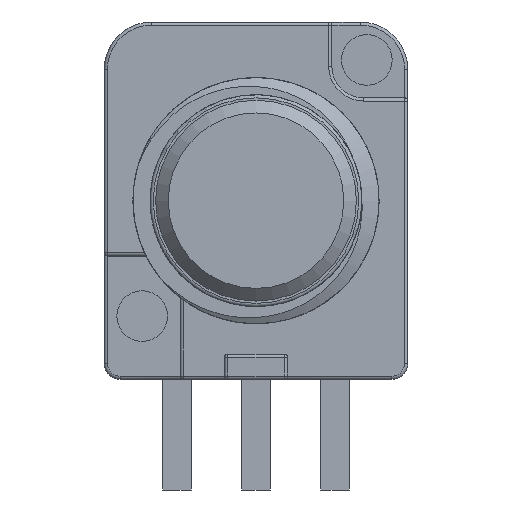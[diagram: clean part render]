
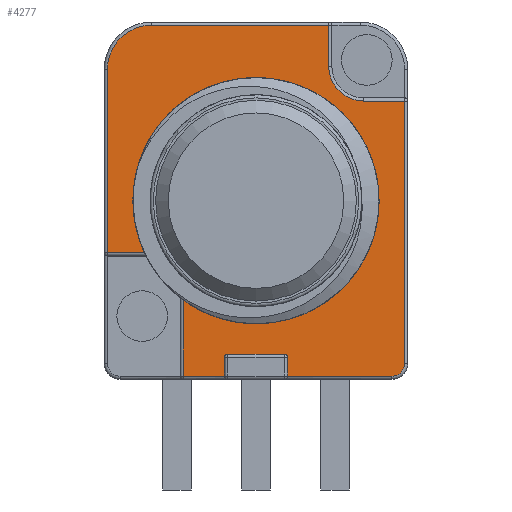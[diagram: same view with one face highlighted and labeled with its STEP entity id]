
A CAD part, front view. The second image highlights one B-rep face of the part: STEP entity #4277.
In plain terms, the highlighted planar face has unit normal (0, -1, 0).
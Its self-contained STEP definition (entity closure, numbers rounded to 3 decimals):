
#2279=CARTESIAN_POINT('',(1.282,-5.0,2.555));
#2280=VERTEX_POINT('',#2279);
#2405=CARTESIAN_POINT('',(1.138,-5.0,9.371));
#2406=VERTEX_POINT('',#2405);
#2407=CARTESIAN_POINT('',(1.138,-5.0,9.371));
#2408=CARTESIAN_POINT('',(1.544,-5.0,9.221));
#2409=CARTESIAN_POINT('',(1.929,-5.0,8.999));
#2410=CARTESIAN_POINT('',(2.595,-5.0,8.447));
#2411=CARTESIAN_POINT('',(2.886,-5.0,8.109));
#2412=CARTESIAN_POINT('',(3.319,-5.0,7.373));
#2413=CARTESIAN_POINT('',(3.472,-5.0,6.966));
#2414=CARTESIAN_POINT('',(3.628,-5.0,6.146));
#2415=CARTESIAN_POINT('',(3.637,-5.0,5.721));
#2416=CARTESIAN_POINT('',(3.511,-5.0,4.91));
#2417=CARTESIAN_POINT('',(3.375,-5.0,4.512));
#2418=CARTESIAN_POINT('',(2.988,-5.0,3.809));
#2419=CARTESIAN_POINT('',(2.736,-5.0,3.493));
#2420=CARTESIAN_POINT('',(2.148,-5.0,2.968));
#2421=CARTESIAN_POINT('',(1.802,-5.0,2.755));
#2422=CARTESIAN_POINT('',(1.384,-5.0,2.591));
#2423=CARTESIAN_POINT('',(1.333,-5.0,2.572));
#2424=CARTESIAN_POINT('',(1.282,-5.0,2.555));
#2425=B_SPLINE_CURVE_WITH_KNOTS('',3,(#2407,#2408,#2409,#2410,#2411,#2412,#2413,#2414,#2415,#2416,
    #2417,#2418,#2419,#2420,#2421,#2422,#2423,#2424),.UNSPECIFIED.,.F.,.U.,
 (4,2,2,2,2,2,2,2,4),(0.0,0.147,0.293,0.436,0.576,0.715,0.848,0.982,1.0),.UNSPECIFIED.);
#2426=EDGE_CURVE('n� 3369',#2406,#2280,#2425,.T.);
#2823=CARTESIAN_POINT('',(-2.458,-5.0,8.666));
#2824=VERTEX_POINT('',#2823);
#2949=CARTESIAN_POINT('',(-3.175,-5.0,3.977));
#2950=VERTEX_POINT('',#2949);
#2951=CARTESIAN_POINT('',(-3.175,-5.0,3.977));
#2952=CARTESIAN_POINT('',(-3.329,-5.0,4.229));
#2953=CARTESIAN_POINT('',(-3.453,-5.0,4.504));
#2954=CARTESIAN_POINT('',(-3.66,-5.0,5.171));
#2955=CARTESIAN_POINT('',(-3.713,-5.0,5.582));
#2956=CARTESIAN_POINT('',(-3.687,-5.0,6.393));
#2957=CARTESIAN_POINT('',(-3.606,-5.0,6.804));
#2958=CARTESIAN_POINT('',(-3.315,-5.0,7.582));
#2959=CARTESIAN_POINT('',(-3.097,-5.0,7.958));
#2960=CARTESIAN_POINT('',(-2.712,-5.0,8.419));
#2961=CARTESIAN_POINT('',(-2.589,-5.0,8.547));
#2962=CARTESIAN_POINT('',(-2.458,-5.0,8.666));
#2963=B_SPLINE_CURVE_WITH_KNOTS('',3,(#2951,#2952,#2953,#2954,#2955,#2956,#2957,#2958,#2959,#2960,
    #2961,#2962),.UNSPECIFIED.,.F.,.U.,
 (4,2,2,2,2,4),(0.0,0.173,0.41,0.649,0.896,1.0),.UNSPECIFIED.);
#2964=EDGE_CURVE('n� 3360',#2950,#2824,#2963,.T.);
#3010=CARTESIAN_POINT('',(-2.305,-5.0,3.005));
#3011=VERTEX_POINT('',#3010);
#3023=CARTESIAN_POINT('',(-0.0,-5.0,2.3));
#3024=VERTEX_POINT('',#3023);
#3025=CARTESIAN_POINT('',(-0.0,-5.0,2.3));
#3026=CARTESIAN_POINT('',(-0.383,-5.0,2.276));
#3027=CARTESIAN_POINT('',(-0.776,-5.0,2.318));
#3028=CARTESIAN_POINT('',(-1.515,-5.0,2.527));
#3029=CARTESIAN_POINT('',(-1.871,-5.0,2.696));
#3030=CARTESIAN_POINT('',(-2.226,-5.0,2.945));
#3031=CARTESIAN_POINT('',(-2.266,-5.0,2.975));
#3032=CARTESIAN_POINT('',(-2.305,-5.0,3.005));
#3033=B_SPLINE_CURVE_WITH_KNOTS('',3,(#3025,#3026,#3027,#3028,#3029,#3030,#3031,#3032),.UNSPECIFIED.,.F.,.U.,
 (4,2,2,4),(0.0,0.47,0.94,1.0),.UNSPECIFIED.);
#3034=EDGE_CURVE('n� 3355',#3024,#3011,#3033,.T.);
#3546=CARTESIAN_POINT('',(-2.458,-5.0,8.666));
#3547=CARTESIAN_POINT('',(-2.394,-5.0,8.719));
#3548=CARTESIAN_POINT('',(-2.327,-5.0,8.77));
#3549=CARTESIAN_POINT('',(-1.986,-5.0,9.013));
#3550=CARTESIAN_POINT('',(-1.684,-5.0,9.174));
#3551=CARTESIAN_POINT('',(-0.962,-5.0,9.446));
#3552=CARTESIAN_POINT('',(-0.522,-5.0,9.531));
#3553=CARTESIAN_POINT('',(0.326,-5.0,9.549));
#3554=CARTESIAN_POINT('',(0.744,-5.0,9.492));
#3555=CARTESIAN_POINT('',(1.138,-5.0,9.371));
#3556=B_SPLINE_CURVE_WITH_KNOTS('',3,(#3546,#3547,#3548,#3549,#3550,#3551,#3552,#3553,#3554,#3555),.UNSPECIFIED.,.F.,.U.,
 (4,2,2,2,4),(0.0,0.066,0.331,0.675,1.0),.UNSPECIFIED.);
#3557=EDGE_CURVE('n� 3346',#2824,#2406,#3556,.T.);
#4102=CARTESIAN_POINT('',(0.0,-5.0,5.65));
#4103=DIRECTION('',(0.0,-1.0,-0.0));
#4104=DIRECTION('',(1.0,0.0,0.0));
#4105=AXIS2_PLACEMENT_3D('',#4102,#4103,#4104);
#4106=CIRCLE('',#4105,3.35);
#4107=EDGE_CURVE('n� 3256',#3024,#2280,#4106,.T.);
#4108=ORIENTED_EDGE('',*,*,#4107,.F.);
#4109=ORIENTED_EDGE('',*,*,#3034,.T.);
#4110=CARTESIAN_POINT('',(-2.3,-5.0,2.9));
#4111=VERTEX_POINT('',#4110);
#4112=CARTESIAN_POINT('',(-3.4,-5.0,2.9));
#4113=DIRECTION('',(-0.0,1.0,0.0));
#4114=DIRECTION('',(1.0,0.0,0.0));
#4115=AXIS2_PLACEMENT_3D('',#4112,#4113,#4114);
#4116=CIRCLE('',#4115,1.1);
#4117=EDGE_CURVE('n� 3221',#3011,#4111,#4116,.T.);
#4118=ORIENTED_EDGE('',*,*,#4117,.T.);
#4119=CARTESIAN_POINT('',(-2.3,-5.0,0.1));
#4120=VERTEX_POINT('',#4119);
#4121=CARTESIAN_POINT('',(-2.3,-5.0,-0.0));
#4122=DIRECTION('',(0.0,0.0,-1.0));
#4123=VECTOR('',#4122,1.0);
#4124=LINE('',#4121,#4123);
#4125=EDGE_CURVE('n� 1718',#4111,#4120,#4124,.T.);
#4126=ORIENTED_EDGE('',*,*,#4125,.T.);
#4127=CARTESIAN_POINT('',(-1.0,-5.0,0.1));
#4128=VERTEX_POINT('',#4127);
#4129=CARTESIAN_POINT('',(-1.0,-5.0,0.1));
#4130=DIRECTION('',(1.0,0.0,0.0));
#4131=VECTOR('',#4130,1.0);
#4132=LINE('',#4129,#4131);
#4133=EDGE_CURVE('n� 1714',#4120,#4128,#4132,.T.);
#4134=ORIENTED_EDGE('',*,*,#4133,.T.);
#4135=CARTESIAN_POINT('',(-1.0,-5.0,0.7));
#4136=VERTEX_POINT('',#4135);
#4137=CARTESIAN_POINT('',(-1.0,-5.0,-0.0));
#4138=DIRECTION('',(0.0,0.0,-1.0));
#4139=VECTOR('',#4138,1.0);
#4140=LINE('',#4137,#4139);
#4141=EDGE_CURVE('n� 1653',#4136,#4128,#4140,.T.);
#4142=ORIENTED_EDGE('',*,*,#4141,.F.);
#4143=CARTESIAN_POINT('',(-0.9,-5.0,0.8));
#4144=VERTEX_POINT('',#4143);
#4145=CARTESIAN_POINT('',(-0.9,-5.0,0.7));
#4146=DIRECTION('',(-0.0,1.0,0.0));
#4147=DIRECTION('',(1.0,0.0,0.0));
#4148=AXIS2_PLACEMENT_3D('',#4145,#4146,#4147);
#4149=CIRCLE('',#4148,0.1);
#4150=EDGE_CURVE('n� 1894',#4136,#4144,#4149,.T.);
#4151=ORIENTED_EDGE('',*,*,#4150,.T.);
#4152=CARTESIAN_POINT('',(0.9,-5.0,0.8));
#4153=VERTEX_POINT('',#4152);
#4154=CARTESIAN_POINT('',(-1.0,-5.0,0.8));
#4155=DIRECTION('',(-1.0,0.0,0.0));
#4156=VECTOR('',#4155,1.0);
#4157=LINE('',#4154,#4156);
#4158=EDGE_CURVE('n� 1659',#4153,#4144,#4157,.T.);
#4159=ORIENTED_EDGE('',*,*,#4158,.F.);
#4160=CARTESIAN_POINT('',(1.0,-5.0,0.7));
#4161=VERTEX_POINT('',#4160);
#4162=CARTESIAN_POINT('',(0.9,-5.0,0.7));
#4163=DIRECTION('',(-0.0,1.0,0.0));
#4164=DIRECTION('',(1.0,0.0,0.0));
#4165=AXIS2_PLACEMENT_3D('',#4162,#4163,#4164);
#4166=CIRCLE('',#4165,0.1);
#4167=EDGE_CURVE('n� 1890',#4153,#4161,#4166,.T.);
#4168=ORIENTED_EDGE('',*,*,#4167,.T.);
#4169=CARTESIAN_POINT('',(1.0,-5.0,0.1));
#4170=VERTEX_POINT('',#4169);
#4171=CARTESIAN_POINT('',(1.0,-5.0,-0.0));
#4172=DIRECTION('',(0.0,-0.0,1.0));
#4173=VECTOR('',#4172,1.0);
#4174=LINE('',#4171,#4173);
#4175=EDGE_CURVE('n� 1665',#4170,#4161,#4174,.T.);
#4176=ORIENTED_EDGE('',*,*,#4175,.F.);
#4177=CARTESIAN_POINT('',(4.3,-5.0,0.1));
#4178=VERTEX_POINT('',#4177);
#4179=CARTESIAN_POINT('',(4.3,-5.0,0.1));
#4180=DIRECTION('',(1.0,0.0,0.0));
#4181=VECTOR('',#4180,1.0);
#4182=LINE('',#4179,#4181);
#4183=EDGE_CURVE('n� 1711',#4170,#4178,#4182,.T.);
#4184=ORIENTED_EDGE('',*,*,#4183,.T.);
#4185=CARTESIAN_POINT('',(4.7,-5.0,0.5));
#4186=VERTEX_POINT('',#4185);
#4187=CARTESIAN_POINT('',(4.3,-5.0,0.5));
#4188=DIRECTION('',(0.0,-1.0,-0.0));
#4189=DIRECTION('',(1.0,0.0,0.0));
#4190=AXIS2_PLACEMENT_3D('',#4187,#4188,#4189);
#4191=CIRCLE('',#4190,0.4);
#4192=EDGE_CURVE('n� 1708',#4178,#4186,#4191,.T.);
#4193=ORIENTED_EDGE('',*,*,#4192,.T.);
#4194=CARTESIAN_POINT('',(4.7,-5.0,8.8));
#4195=VERTEX_POINT('',#4194);
#4196=CARTESIAN_POINT('',(4.7,-5.0,8.9));
#4197=DIRECTION('',(0.0,-0.0,1.0));
#4198=VECTOR('',#4197,1.0);
#4199=LINE('',#4196,#4198);
#4200=EDGE_CURVE('n� 1704',#4186,#4195,#4199,.T.);
#4201=ORIENTED_EDGE('',*,*,#4200,.T.);
#4202=CARTESIAN_POINT('',(3.4,-5.0,8.8));
#4203=VERTEX_POINT('',#4202);
#4204=CARTESIAN_POINT('',(3.4,-5.0,8.8));
#4205=DIRECTION('',(-1.0,0.0,0.0));
#4206=VECTOR('',#4205,1.0);
#4207=LINE('',#4204,#4206);
#4208=EDGE_CURVE('n� 1700',#4195,#4203,#4207,.T.);
#4209=ORIENTED_EDGE('',*,*,#4208,.T.);
#4210=CARTESIAN_POINT('',(2.3,-5.0,9.9));
#4211=VERTEX_POINT('',#4210);
#4212=CARTESIAN_POINT('',(3.4,-5.0,9.9));
#4213=DIRECTION('',(-0.0,1.0,0.0));
#4214=DIRECTION('',(1.0,0.0,0.0));
#4215=AXIS2_PLACEMENT_3D('',#4212,#4213,#4214);
#4216=CIRCLE('',#4215,1.1);
#4217=EDGE_CURVE('n� 1696',#4203,#4211,#4216,.T.);
#4218=ORIENTED_EDGE('',*,*,#4217,.T.);
#4219=CARTESIAN_POINT('',(2.3,-5.0,11.2));
#4220=VERTEX_POINT('',#4219);
#4221=CARTESIAN_POINT('',(2.3,-5.0,11.3));
#4222=DIRECTION('',(0.0,-0.0,1.0));
#4223=VECTOR('',#4222,1.0);
#4224=LINE('',#4221,#4223);
#4225=EDGE_CURVE('n� 1686',#4211,#4220,#4224,.T.);
#4226=ORIENTED_EDGE('',*,*,#4225,.T.);
#4227=CARTESIAN_POINT('',(-3.3,-5.0,11.2));
#4228=VERTEX_POINT('',#4227);
#4229=CARTESIAN_POINT('',(-3.3,-5.0,11.2));
#4230=DIRECTION('',(-1.0,0.0,0.0));
#4231=VECTOR('',#4230,1.0);
#4232=LINE('',#4229,#4231);
#4233=EDGE_CURVE('n� 1682',#4220,#4228,#4232,.T.);
#4234=ORIENTED_EDGE('',*,*,#4233,.T.);
#4235=CARTESIAN_POINT('',(-4.7,-5.0,9.8));
#4236=VERTEX_POINT('',#4235);
#4237=CARTESIAN_POINT('',(-3.3,-5.0,9.8));
#4238=DIRECTION('',(0.0,-1.0,-0.0));
#4239=DIRECTION('',(1.0,0.0,0.0));
#4240=AXIS2_PLACEMENT_3D('',#4237,#4238,#4239);
#4241=CIRCLE('',#4240,1.4);
#4242=EDGE_CURVE('n� 1674',#4228,#4236,#4241,.T.);
#4243=ORIENTED_EDGE('',*,*,#4242,.T.);
#4244=CARTESIAN_POINT('',(-4.7,-5.0,4.0));
#4245=VERTEX_POINT('',#4244);
#4246=CARTESIAN_POINT('',(-4.7,-5.0,3.9));
#4247=DIRECTION('',(0.0,0.0,-1.0));
#4248=VECTOR('',#4247,1.0);
#4249=LINE('',#4246,#4248);
#4250=EDGE_CURVE('n� 1678',#4236,#4245,#4249,.T.);
#4251=ORIENTED_EDGE('',*,*,#4250,.T.);
#4252=CARTESIAN_POINT('',(-3.4,-5.0,4.0));
#4253=VERTEX_POINT('',#4252);
#4254=CARTESIAN_POINT('',(-3.4,-5.0,4.0));
#4255=DIRECTION('',(1.0,0.0,0.0));
#4256=VECTOR('',#4255,1.0);
#4257=LINE('',#4254,#4256);
#4258=EDGE_CURVE('n� 1690',#4245,#4253,#4257,.T.);
#4259=ORIENTED_EDGE('',*,*,#4258,.T.);
#4260=CARTESIAN_POINT('',(-3.4,-5.0,2.9));
#4261=DIRECTION('',(-0.0,1.0,0.0));
#4262=DIRECTION('',(1.0,0.0,0.0));
#4263=AXIS2_PLACEMENT_3D('',#4260,#4261,#4262);
#4264=CIRCLE('',#4263,1.1);
#4265=EDGE_CURVE('n� 1693',#4253,#2950,#4264,.T.);
#4266=ORIENTED_EDGE('',*,*,#4265,.T.);
#4267=ORIENTED_EDGE('',*,*,#2964,.T.);
#4268=ORIENTED_EDGE('',*,*,#3557,.T.);
#4269=ORIENTED_EDGE('',*,*,#2426,.T.);
#4270=EDGE_LOOP('',(
    #4108,#4109,#4118,#4126,#4134,#4142,#4151,#4159,#4168,#4176,
    #4184,#4193,#4201,#4209,#4218,#4226,#4234,#4243,#4251,#4259,
    #4266,#4267,#4268,#4269));
#4271=FACE_OUTER_BOUND('',#4270,.T.);
#4272=CARTESIAN_POINT('',(-4.8,-5.0,-0.0));
#4273=DIRECTION('',(0.0,-1.0,-0.0));
#4274=DIRECTION('',(1.0,0.0,0.0));
#4275=AXIS2_PLACEMENT_3D('',#4272,#4273,#4274);
#4276=PLANE('',#4275);
#4277=ADVANCED_FACE('n� 3342',(#4271),#4276,.T.);
